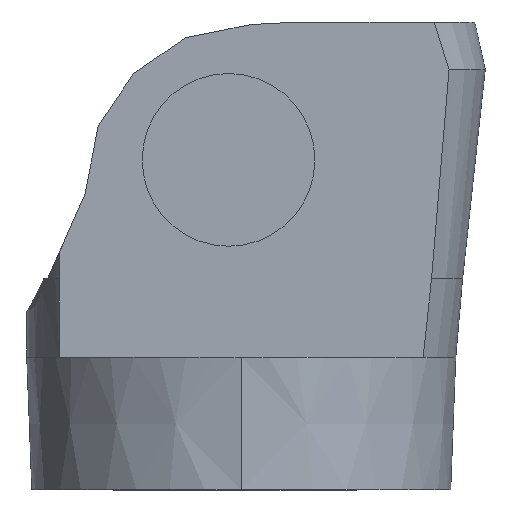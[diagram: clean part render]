
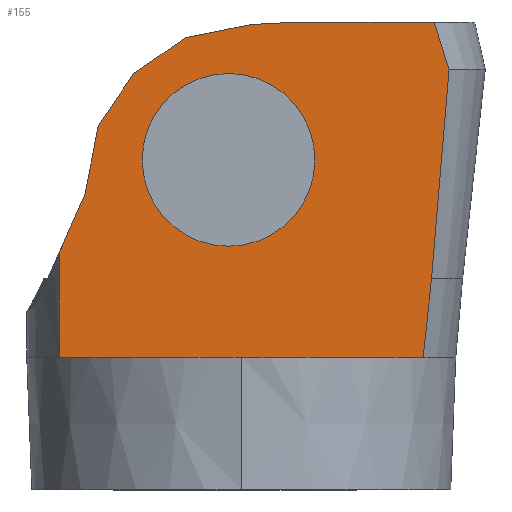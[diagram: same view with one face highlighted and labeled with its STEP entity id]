
A CAD part, left-side view. The second image highlights one B-rep face of the part: STEP entity #155.
In plain terms, the highlighted planar face has unit normal (-1, 0, 0).
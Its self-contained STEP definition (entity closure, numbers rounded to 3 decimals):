
#4 = EDGE_CURVE ( 'NONE', #13, #904, #1212, .T. ) ;
#7 = LINE ( 'NONE', #1521, #804 ) ;
#13 = VERTEX_POINT ( 'NONE', #1139 ) ;
#19 = VERTEX_POINT ( 'NONE', #1734 ) ;
#65 = VERTEX_POINT ( 'NONE', #363 ) ;
#83 = ORIENTED_EDGE ( 'NONE', *, *, #972, .T. ) ;
#91 = VERTEX_POINT ( 'NONE', #1209 ) ;
#100 = AXIS2_PLACEMENT_3D ( 'NONE', #987, #1386, #203 ) ;
#106 = EDGE_CURVE ( 'NONE', #904, #65, #1043, .T. ) ;
#123 = EDGE_CURVE ( 'NONE', #2486, #1929, #2577, .T. ) ;
#124 = VECTOR ( 'NONE', #1158, 1000. ) ;
#150 = ORIENTED_EDGE ( 'NONE', *, *, #650, .T. ) ;
#155 = ADVANCED_FACE ( 'NONE', ( #563, #1819 ), #1762, .F. ) ;
#181 = CARTESIAN_POINT ( 'NONE',  ( -15.918, 32.678, 12.857 ) ) ;
#189 = LINE ( 'NONE', #1713, #471 ) ;
#203 = DIRECTION ( 'NONE',  ( 0., 0., -1. ) ) ;
#251 = EDGE_CURVE ( 'NONE', #362, #19, #1323, .T. ) ;
#268 = ORIENTED_EDGE ( 'NONE', *, *, #1240, .T. ) ;
#293 = CARTESIAN_POINT ( 'NONE',  ( -15.918, 33.146, 10.473 ) ) ;
#305 = LINE ( 'NONE', #814, #2374 ) ;
#339 = EDGE_CURVE ( 'NONE', #91, #2486, #787, .T. ) ;
#354 = CARTESIAN_POINT ( 'NONE',  ( -15.918, 20.803, 11.171 ) ) ;
#362 = VERTEX_POINT ( 'NONE', #2237 ) ;
#363 = CARTESIAN_POINT ( 'NONE',  ( -15.918, 25.684, 16.457 ) ) ;
#416 = CARTESIAN_POINT ( 'NONE',  ( -15.918, 31.456, 14.662 ) ) ;
#420 = AXIS2_PLACEMENT_3D ( 'NONE', #571, #781, #2179 ) ;
#471 = VECTOR ( 'NONE', #2510, 1000. ) ;
#503 = ORIENTED_EDGE ( 'NONE', *, *, #251, .F. ) ;
#555 = DIRECTION ( 'NONE',  ( 0., 1., 0. ) ) ;
#563 = FACE_BOUND ( 'NONE', #1911, .T. ) ;
#571 = CARTESIAN_POINT ( 'NONE',  ( -15.918, 0.808, 0.203 ) ) ;
#588 = CARTESIAN_POINT ( 'NONE',  ( -15.918, 21.106, 7.533 ) ) ;
#630 = VERTEX_POINT ( 'NONE', #806 ) ;
#650 = EDGE_CURVE ( 'NONE', #65, #1685, #2107, .T. ) ;
#707 = DIRECTION ( 'NONE',  ( 0., 0.192, -0.981 ) ) ;
#748 = VECTOR ( 'NONE', #1014, 1000. ) ;
#781 = DIRECTION ( 'NONE',  ( 1., 0., 0. ) ) ;
#787 = LINE ( 'NONE', #416, #1785 ) ;
#804 = VECTOR ( 'NONE', #953, 1000. ) ;
#806 = CARTESIAN_POINT ( 'NONE',  ( -15.918, 34.031, 8.462 ) ) ;
#814 = CARTESIAN_POINT ( 'NONE',  ( -15.918, 21.253, 6.175 ) ) ;
#817 = CARTESIAN_POINT ( 'NONE',  ( -15.918, 32.678, 12.857 ) ) ;
#827 = VERTEX_POINT ( 'NONE', #2459 ) ;
#828 = EDGE_CURVE ( 'NONE', #1685, #91, #1896, .T. ) ;
#854 = VECTOR ( 'NONE', #555, 1000. ) ;
#869 = VECTOR ( 'NONE', #707, 1000. ) ;
#878 = VERTEX_POINT ( 'NONE', #2289 ) ;
#904 = VERTEX_POINT ( 'NONE', #1476 ) ;
#953 = DIRECTION ( 'NONE',  ( 0., 0., 1. ) ) ;
#970 = CARTESIAN_POINT ( 'NONE',  ( -15.918, 34.031, 7.533 ) ) ;
#972 = EDGE_CURVE ( 'NONE', #1929, #827, #1834, .T. ) ;
#973 = VERTEX_POINT ( 'NONE', #2524 ) ;
#987 = CARTESIAN_POINT ( 'NONE',  ( -15.918, 28.156, 11.669 ) ) ;
#991 = CARTESIAN_POINT ( 'NONE',  ( -15.918, 21.012, 16.457 ) ) ;
#1006 = CARTESIAN_POINT ( 'NONE',  ( -15.918, 31.456, 14.662 ) ) ;
#1007 = EDGE_CURVE ( 'NONE', #878, #1244, #7, .T. ) ;
#1013 = ORIENTED_EDGE ( 'NONE', *, *, #2285, .F. ) ;
#1014 = DIRECTION ( 'NONE',  ( 0., 0.403, -0.915 ) ) ;
#1037 = ORIENTED_EDGE ( 'NONE', *, *, #1285, .T. ) ;
#1043 = LINE ( 'NONE', #991, #854 ) ;
#1052 = ORIENTED_EDGE ( 'NONE', *, *, #106, .T. ) ;
#1092 = EDGE_CURVE ( 'NONE', #19, #362, #2137, .T. ) ;
#1095 = VECTOR ( 'NONE', #2152, 1000. ) ;
#1139 = CARTESIAN_POINT ( 'NONE',  ( -15.918, 20.499, 14.808 ) ) ;
#1158 = DIRECTION ( 'NONE',  ( 0., 0.297, 0.955 ) ) ;
#1159 = ORIENTED_EDGE ( 'NONE', *, *, #1092, .F. ) ;
#1206 = VECTOR ( 'NONE', #1588, 1000. ) ;
#1209 = CARTESIAN_POINT ( 'NONE',  ( -15.918, 29.655, 15.909 ) ) ;
#1212 = LINE ( 'NONE', #1546, #124 ) ;
#1221 = CARTESIAN_POINT ( 'NONE',  ( -15.918, 27.369, 16.371 ) ) ;
#1228 = DIRECTION ( 'NONE',  ( 0., -0.107, 0.994 ) ) ;
#1235 = CARTESIAN_POINT ( 'NONE',  ( -15.918, 34.44, 7.533 ) ) ;
#1240 = EDGE_CURVE ( 'NONE', #1556, #13, #1631, .T. ) ;
#1244 = VERTEX_POINT ( 'NONE', #2391 ) ;
#1267 = ORIENTED_EDGE ( 'NONE', *, *, #1708, .F. ) ;
#1271 = VECTOR ( 'NONE', #2367, 1000. ) ;
#1273 = DIRECTION ( 'NONE',  ( 0., 0.98, -0.198 ) ) ;
#1285 = EDGE_CURVE ( 'NONE', #827, #630, #2340, .T. ) ;
#1312 = VECTOR ( 'NONE', #1273, 1000. ) ;
#1323 = CIRCLE ( 'NONE', #100, 3. ) ;
#1351 = ORIENTED_EDGE ( 'NONE', *, *, #828, .T. ) ;
#1371 = DIRECTION ( 'NONE',  ( 0., 0., -1. ) ) ;
#1386 = DIRECTION ( 'NONE',  ( -1., 0., 0. ) ) ;
#1402 = EDGE_LOOP ( 'NONE', ( #150, #1351, #2070, #2480, #83, #1037, #1013, #1846, #1267, #2578, #268, #1504, #1052 ) ) ;
#1476 = CARTESIAN_POINT ( 'NONE',  ( -15.918, 21.012, 16.457 ) ) ;
#1504 = ORIENTED_EDGE ( 'NONE', *, *, #4, .T. ) ;
#1521 = CARTESIAN_POINT ( 'NONE',  ( -15.918, 34.031, 4.817 ) ) ;
#1546 = CARTESIAN_POINT ( 'NONE',  ( -15.918, 20.756, 15.633 ) ) ;
#1556 = VERTEX_POINT ( 'NONE', #588 ) ;
#1588 = DIRECTION ( 'NONE',  ( 0., -0.083, 0.997 ) ) ;
#1631 = LINE ( 'NONE', #354, #1206 ) ;
#1685 = VERTEX_POINT ( 'NONE', #1733 ) ;
#1708 = EDGE_CURVE ( 'NONE', #973, #878, #189, .T. ) ;
#1713 = CARTESIAN_POINT ( 'NONE',  ( -15.918, 21.399, 4.817 ) ) ;
#1733 = CARTESIAN_POINT ( 'NONE',  ( -15.918, 27.369, 16.371 ) ) ;
#1734 = CARTESIAN_POINT ( 'NONE',  ( -15.918, 28.156, 14.669 ) ) ;
#1762 = PLANE ( 'NONE',  #420 ) ;
#1764 = VECTOR ( 'NONE', #2610, 1000. ) ;
#1776 = CARTESIAN_POINT ( 'NONE',  ( -15.918, 28.156, 11.669 ) ) ;
#1785 = VECTOR ( 'NONE', #2232, 1000. ) ;
#1819 = FACE_OUTER_BOUND ( 'NONE', #1402, .T. ) ;
#1834 = LINE ( 'NONE', #293, #869 ) ;
#1846 = ORIENTED_EDGE ( 'NONE', *, *, #1007, .F. ) ;
#1896 = LINE ( 'NONE', #2252, #1312 ) ;
#1911 = EDGE_LOOP ( 'NONE', ( #503, #1159 ) ) ;
#1929 = VERTEX_POINT ( 'NONE', #817 ) ;
#2070 = ORIENTED_EDGE ( 'NONE', *, *, #339, .T. ) ;
#2107 = LINE ( 'NONE', #1221, #1764 ) ;
#2137 = CIRCLE ( 'NONE', #2561, 3. ) ;
#2145 = LINE ( 'NONE', #970, #1095 ) ;
#2152 = DIRECTION ( 'NONE',  ( 0., 0., 1. ) ) ;
#2179 = DIRECTION ( 'NONE',  ( 0., 0., 1. ) ) ;
#2232 = DIRECTION ( 'NONE',  ( 0., 0.822, -0.569 ) ) ;
#2237 = CARTESIAN_POINT ( 'NONE',  ( -15.918, 28.156, 8.669 ) ) ;
#2252 = CARTESIAN_POINT ( 'NONE',  ( -15.918, 29.655, 15.909 ) ) ;
#2285 = EDGE_CURVE ( 'NONE', #1244, #630, #2145, .T. ) ;
#2289 = CARTESIAN_POINT ( 'NONE',  ( -15.918, 34.031, 4.817 ) ) ;
#2340 = LINE ( 'NONE', #1235, #748 ) ;
#2367 = DIRECTION ( 'NONE',  ( 0., 0.561, -0.828 ) ) ;
#2374 = VECTOR ( 'NONE', #1228, 1000. ) ;
#2391 = CARTESIAN_POINT ( 'NONE',  ( -15.918, 34.031, 7.533 ) ) ;
#2459 = CARTESIAN_POINT ( 'NONE',  ( -15.918, 33.146, 10.473 ) ) ;
#2480 = ORIENTED_EDGE ( 'NONE', *, *, #123, .T. ) ;
#2486 = VERTEX_POINT ( 'NONE', #1006 ) ;
#2498 = EDGE_CURVE ( 'NONE', #973, #1556, #305, .T. ) ;
#2510 = DIRECTION ( 'NONE',  ( 0., 1., 0. ) ) ;
#2524 = CARTESIAN_POINT ( 'NONE',  ( -15.918, 21.399, 4.817 ) ) ;
#2561 = AXIS2_PLACEMENT_3D ( 'NONE', #1776, #2571, #1371 ) ;
#2571 = DIRECTION ( 'NONE',  ( -1., 0., 0. ) ) ;
#2577 = LINE ( 'NONE', #181, #1271 ) ;
#2578 = ORIENTED_EDGE ( 'NONE', *, *, #2498, .T. ) ;
#2610 = DIRECTION ( 'NONE',  ( 0., 0.999, -0.051 ) ) ;
